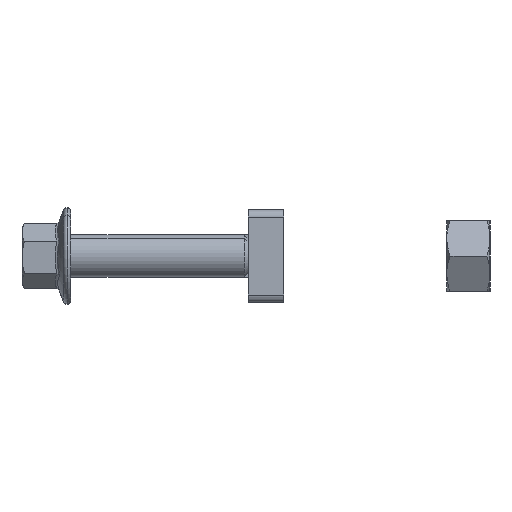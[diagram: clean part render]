
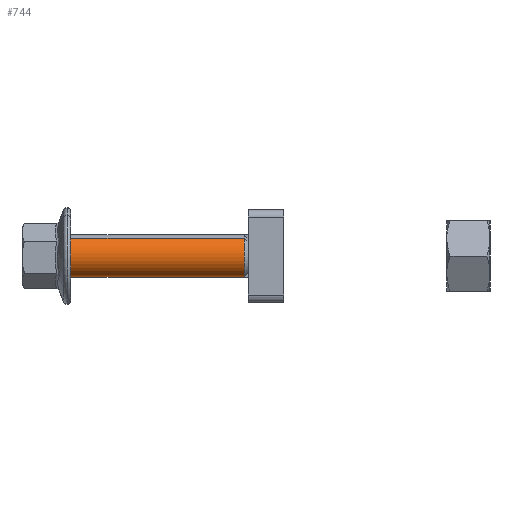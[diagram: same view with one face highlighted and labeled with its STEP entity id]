
A CAD part, left-side view. The second image highlights one B-rep face of the part: STEP entity #744.
In plain terms, the highlighted cylindrical face has radius 3 mm (diameter 6 mm), a partial arc.
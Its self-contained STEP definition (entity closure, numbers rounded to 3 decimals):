
#744=ADVANCED_FACE('',(#2659),#2660,.T.);
#2659=FACE_OUTER_BOUND('',#5773,.T.);
#2660=CYLINDRICAL_SURFACE('',#5774,3.0);
#5773=EDGE_LOOP('',(#10854,#10855,#10856,#10857));
#5774=AXIS2_PLACEMENT_3D('',#10858,#10859,#10860);
#10854=ORIENTED_EDGE('',*,*,#20239,.F.);
#10855=ORIENTED_EDGE('',*,*,#20243,.T.);
#10856=ORIENTED_EDGE('',*,*,#20241,.T.);
#10857=ORIENTED_EDGE('',*,*,#20242,.F.);
#10858=CARTESIAN_POINT('',(-116.315,32.262,0.));
#10859=DIRECTION('',(0.,-1.0,0.));
#10860=DIRECTION('',(-0.545,0.,0.839));
#20239=EDGE_CURVE('',#24125,#24130,#24131,.T.);
#20241=EDGE_CURVE('',#24127,#24132,#24134,.T.);
#20242=EDGE_CURVE('',#24130,#24132,#24135,.T.);
#20243=EDGE_CURVE('',#24125,#24127,#24136,.T.);
#24125=VERTEX_POINT('',#32803);
#24127=VERTEX_POINT('',#32806);
#24130=VERTEX_POINT('',#32810);
#24131=LINE('',#32811,#32812);
#24132=VERTEX_POINT('',#32813);
#24134=LINE('',#32815,#32816);
#24135=CIRCLE('',#32817,3.0);
#24136=CIRCLE('',#32818,3.0);
#32803=CARTESIAN_POINT('',(-114.681,0.917,-2.516));
#32806=CARTESIAN_POINT('',(-117.949,0.917,2.516));
#32810=CARTESIAN_POINT('',(-114.681,25.362,-2.516));
#32811=CARTESIAN_POINT('',(-114.681,32.262,-2.516));
#32812=VECTOR('',#41697,1000.0);
#32813=CARTESIAN_POINT('',(-117.949,25.362,2.516));
#32815=CARTESIAN_POINT('',(-117.949,32.262,2.516));
#32816=VECTOR('',#41701,1000.0);
#32817=AXIS2_PLACEMENT_3D('',#41702,#41703,#41704);
#32818=AXIS2_PLACEMENT_3D('',#41705,#41706,#41707);
#41697=DIRECTION('',(0.,1.0,0.));
#41701=DIRECTION('',(0.,1.0,0.));
#41702=CARTESIAN_POINT('',(-116.315,25.362,0.));
#41703=DIRECTION('',(0.,1.0,0.));
#41704=DIRECTION('',(0.545,0.,-0.839));
#41705=CARTESIAN_POINT('',(-116.315,0.917,0.));
#41706=DIRECTION('',(0.,1.0,0.));
#41707=DIRECTION('',(-0.545,0.,0.839));
